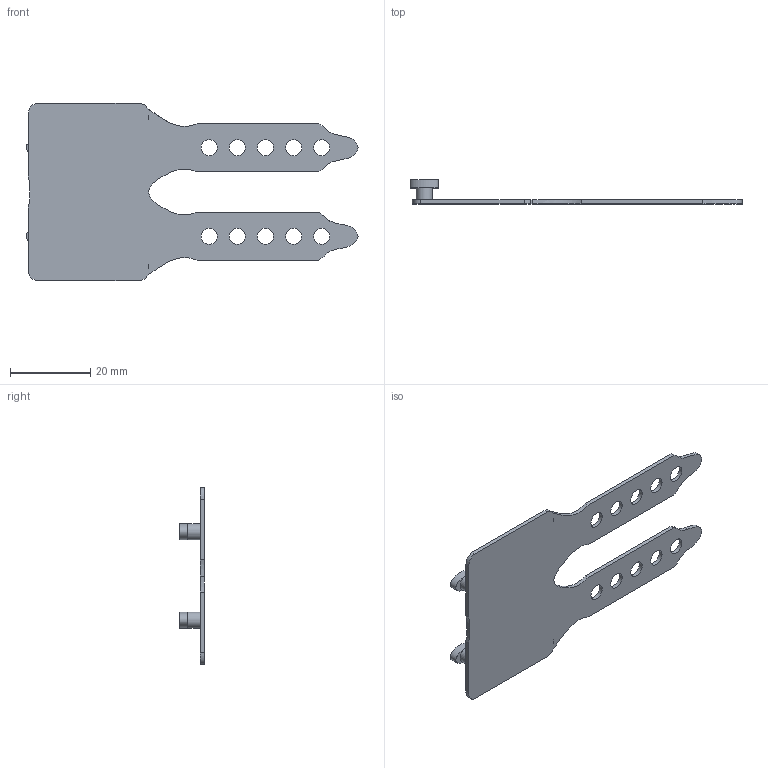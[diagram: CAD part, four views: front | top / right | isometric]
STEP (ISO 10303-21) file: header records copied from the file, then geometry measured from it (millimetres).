
FILE_DESCRIPTION(/* description */ (''),/* implementation_level */ '2;1');
FILE_NAME(/* name */ 'adjustable_finger_wrap.step',/* time_stamp */ '2024-05-30T19:44:10+02:00',/* author */ (''),/* organization */ (''),/* preprocessor_version */ 'ST-DEVELOPER v20',/* originating_system */ 'Autodesk Translation Framework v13.14.0.145',/* authorisation */ '');
FILE_SCHEMA (('AUTOMOTIVE_DESIGN { 1 0 10303 214 3 1 1 }'));
Length unit declared in the file: millimetre
Products named in the file (1): adjustable_finger_wrap
Bounding box: 82.5 x 6 x 44 mm (x, y, z)
Volume: 2517.6 mm3; surface area: 5399.4 mm2
Topology: 3 solids, 3 shells, 60 faces, 156 edges, 104 vertices
Faces by surface type: bspline 29, plane 19, cylinder 12
Full cylindrical faces by diameter (mm): 4 x12
Entity records: 2726 total; most frequent: CARTESIAN_POINT 1418, ORIENTED_EDGE 312, DIRECTION 194, EDGE_CURVE 156, VERTEX_POINT 104, EDGE_LOOP 86, LINE 74, VECTOR 74
